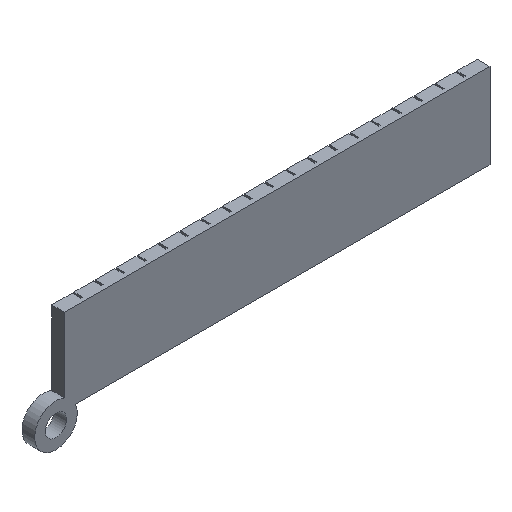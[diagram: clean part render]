
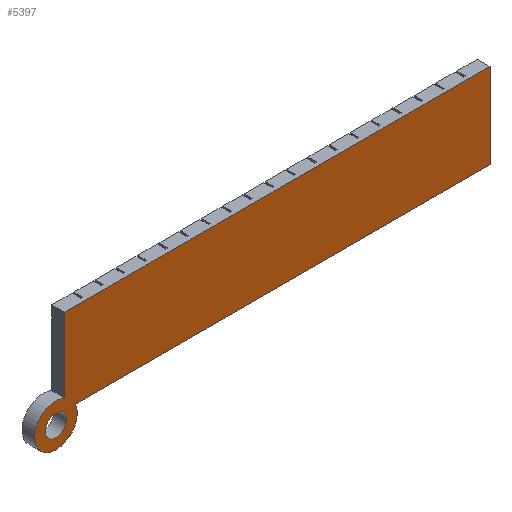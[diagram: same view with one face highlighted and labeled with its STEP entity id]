
A CAD part, isometric view. The second image highlights one B-rep face of the part: STEP entity #5397.
In plain terms, the highlighted planar face has unit normal (0, -1, 0).
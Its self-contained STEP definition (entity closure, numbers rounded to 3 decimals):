
#492=FACE_BOUND('',#946,.T.);
#510=PLANE('',#5712);
#648=FACE_OUTER_BOUND('',#945,.T.);
#945=EDGE_LOOP('',(#3721,#3722,#3723,#3724,#3725));
#946=EDGE_LOOP('',(#3726));
#1257=LINE('',#6671,#1778);
#1261=LINE('',#6680,#1782);
#1264=LINE('',#6685,#1785);
#1265=LINE('',#6686,#1786);
#1778=VECTOR('',#5865,10.);
#1782=VECTOR('',#5871,10.);
#1785=VECTOR('',#5876,10.);
#1786=VECTOR('',#5877,10.);
#2296=CIRCLE('',#5705,2.5);
#2299=CIRCLE('',#5709,5.);
#2300=VERTEX_POINT('',#6655);
#2304=VERTEX_POINT('',#6664);
#2305=VERTEX_POINT('',#6666);
#2306=VERTEX_POINT('',#6670);
#2308=VERTEX_POINT('',#6676);
#2310=VERTEX_POINT('',#6679);
#2862=EDGE_CURVE('',#2300,#2300,#2296,.T.);
#2867=EDGE_CURVE('',#2305,#2304,#2299,.T.);
#2869=EDGE_CURVE('',#2306,#2305,#1257,.T.);
#2873=EDGE_CURVE('',#2310,#2308,#1261,.T.);
#2876=EDGE_CURVE('',#2308,#2306,#1264,.T.);
#2877=EDGE_CURVE('',#2304,#2310,#1265,.T.);
#3721=ORIENTED_EDGE('',*,*,#2873,.T.);
#3722=ORIENTED_EDGE('',*,*,#2876,.T.);
#3723=ORIENTED_EDGE('',*,*,#2869,.T.);
#3724=ORIENTED_EDGE('',*,*,#2867,.T.);
#3725=ORIENTED_EDGE('',*,*,#2877,.T.);
#3726=ORIENTED_EDGE('',*,*,#2862,.T.);
#5397=ADVANCED_FACE('',(#648,#492),#510,.F.);
#5705=AXIS2_PLACEMENT_3D('',#6656,#5850,#5851);
#5709=AXIS2_PLACEMENT_3D('',#6667,#5860,#5861);
#5712=AXIS2_PLACEMENT_3D('',#6684,#5874,#5875);
#5850=DIRECTION('center_axis',(0.,1.,0.));
#5851=DIRECTION('ref_axis',(-1.,0.,0.));
#5860=DIRECTION('center_axis',(0.,-1.,0.));
#5861=DIRECTION('ref_axis',(-1.,0.,0.));
#5865=DIRECTION('',(0.,0.,-1.));
#5871=DIRECTION('',(0.,0.,1.));
#5874=DIRECTION('center_axis',(0.,1.,0.));
#5875=DIRECTION('ref_axis',(1.,0.,0.));
#5876=DIRECTION('',(-1.,0.,0.));
#5877=DIRECTION('',(1.,0.,0.));
#6655=CARTESIAN_POINT('',(-54.5,0.,-27.));
#6656=CARTESIAN_POINT('Origin',(-57.,0.,-27.));
#6664=CARTESIAN_POINT('',(-52.417,0.,-25.));
#6666=CARTESIAN_POINT('',(-55.,0.,-22.417));
#6667=CARTESIAN_POINT('Origin',(-57.,0.,-27.));
#6670=CARTESIAN_POINT('',(-55.,0.,-5.));
#6671=CARTESIAN_POINT('',(-55.,0.,-5.));
#6676=CARTESIAN_POINT('',(45.,0.,-5.));
#6679=CARTESIAN_POINT('',(45.,0.,-25.));
#6680=CARTESIAN_POINT('',(45.,0.,-10.));
#6684=CARTESIAN_POINT('Origin',(20.,0.,-15.));
#6685=CARTESIAN_POINT('',(95.,0.,-5.));
#6686=CARTESIAN_POINT('',(-55.,0.,-25.));
